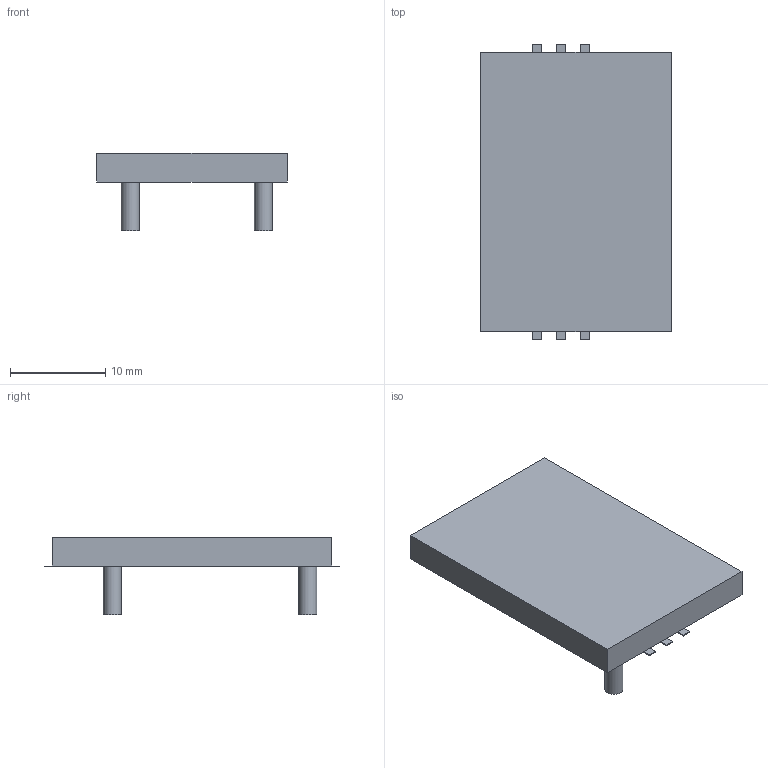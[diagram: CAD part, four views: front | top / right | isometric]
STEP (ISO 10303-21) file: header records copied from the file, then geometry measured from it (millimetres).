
FILE_DESCRIPTION(('FreeCAD Model'),'2;1');
FILE_NAME('774096.1.2.stp','2019-06-25T15:38:27',( 'Author'),(''),'Open CASCADE STEP processor 6.8','FreeCAD','Unknown' );
FILE_SCHEMA(('AUTOMOTIVE_DESIGN_CC2 { 1 2 10303 214 -1 1 5 4 }'));
Length unit declared in the file: millimetre
Products named in the file (9): ASSEMBLY; Body; ('pin',_'1'); ('pin',_'2'); ('pin',_'3'); ('pin',_'4'); ('pin',_'5'); ('pin',_'6'); Leads
Assembly tree (9 placements, depth 2):
  ASSEMBLY
    Body
    ('pin',_'1')
    ('pin',_'2')
    ('pin',_'3')
    ('pin',_'4')
    ('pin',_'5')
    ('pin',_'6')
    Leads  x2
Bounding box: 20 x 30.96 x 8.1 mm (x, y, z)
Volume: 1816.8 mm3; surface area: 1634.5 mm2
Topology: 11 solids, 11 shells, 54 faces, 96 edges, 64 vertices
Faces by surface type: plane 50, cylinder 4
Full cylindrical faces by diameter (mm): 1.9 x4
Entity records: 2585 total; most frequent: DIRECTION 390, CARTESIAN_POINT 388, LINE 262, VECTOR 262, ORIENTED_EDGE 180, PCURVE 180, DEFINITIONAL_REPRESENTATION 180, EDGE_CURVE 90
